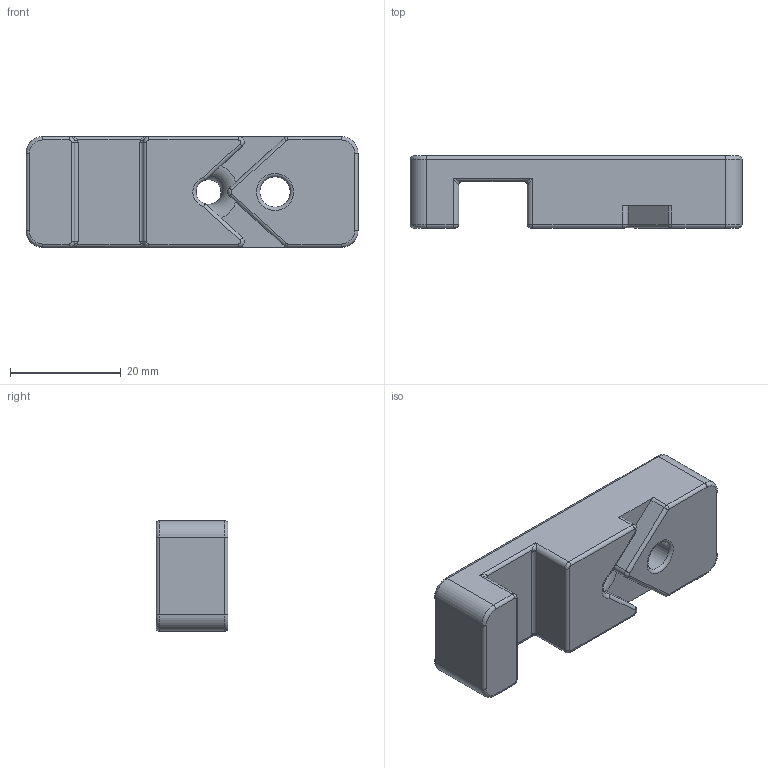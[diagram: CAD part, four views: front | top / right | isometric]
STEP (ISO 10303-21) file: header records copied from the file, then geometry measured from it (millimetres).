
FILE_DESCRIPTION(/* description */ (''),/* implementation_level */ '2;1');
FILE_NAME(/* name */ 'B-Y_Endstop_Block_2-B.stp',/* time_stamp */ '2020-11-02T12:42:00-08:00',/* author */ (''),/* organization */ (''),/* preprocessor_version */ 'ST-DEVELOPER v18.1',/* originating_system */ 'Autodesk Translation Framework v9.3.0.1241',/* authorisation */ '');
FILE_SCHEMA (('AUTOMOTIVE_DESIGN { 1 0 10303 214 3 1 1 }'));
Length unit declared in the file: millimetre
Products named in the file (1): Endstop Block MGN12
Bounding box: 60 x 13 x 20 mm (x, y, z)
Volume: 12050.6 mm3; surface area: 4968.8 mm2
Topology: 1 solids, 1 shells, 99 faces, 241 edges, 140 vertices
Faces by surface type: cylinder 42, torus 21, plane 18, bspline 13, cone 5
Full cylindrical faces by diameter (mm): 1.6 x4, 4.5 x1, 5.5 x1, 10 x1
Entity records: 3174 total; most frequent: CARTESIAN_POINT 830, DIRECTION 520, ORIENTED_EDGE 466, EDGE_CURVE 233, AXIS2_PLACEMENT_3D 215, VERTEX_POINT 140, CIRCLE 128, EDGE_LOOP 107
